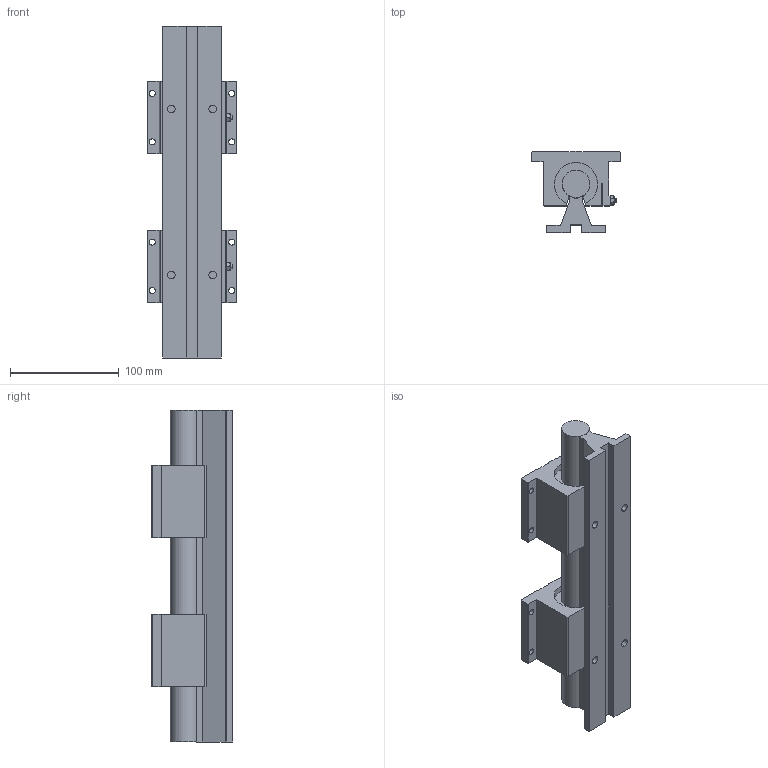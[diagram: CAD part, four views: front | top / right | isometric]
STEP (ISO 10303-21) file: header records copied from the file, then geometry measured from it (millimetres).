
FILE_DESCRIPTION (( 'STEP AP203' ), '1' );
FILE_NAME ('LARSB1-16L12C.step', '2022-08-29T21:38:09', ( '' ), ( '' ), 'SwSTEP 2.0', 'SolidWorks 2021', '' );
FILE_SCHEMA (( 'CONFIG_CONTROL_DESIGN' ));
Length unit declared in the file: inch
Products named in the file (3): LARSB1-16L12C; LARSB1-16L12C-RAIL; LARSACC-006
Assembly tree (3 placements, depth 2):
  LARSB1-16L12C
    LARSB1-16L12C-RAIL
    LARSACC-006  x2
Bounding box: 82.55 x 74.6 x 304.8 mm (x, y, z)
Volume: 713415.8 mm3; surface area: 143027.6 mm2
Topology: 6 solids, 6 shells, 207 faces, 559 edges, 370 vertices
Faces by surface type: plane 121, cylinder 66, cone 20
Entity records: 4290 total; most frequent: CARTESIAN_POINT 723, DIRECTION 683, ORIENTED_EDGE 670, EDGE_CURVE 335, AXIS2_PLACEMENT_3D 230, LINE 223, VECTOR 223, VERTEX_POINT 222
